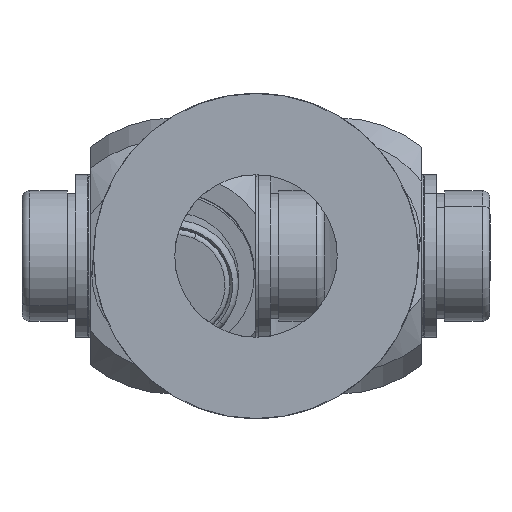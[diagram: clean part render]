
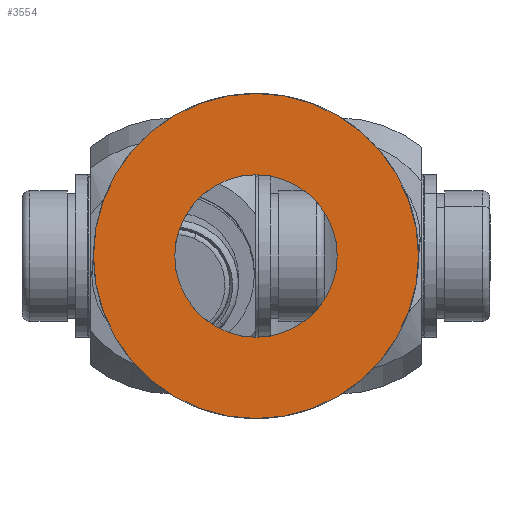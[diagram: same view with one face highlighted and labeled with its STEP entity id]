
A CAD part, left-side view. The second image highlights one B-rep face of the part: STEP entity #3554.
In plain terms, the highlighted face is planar.
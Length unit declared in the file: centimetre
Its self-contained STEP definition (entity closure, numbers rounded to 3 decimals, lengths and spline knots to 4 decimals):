
#966=PLANE('',#3771);
#1053=VERTEX_POINT('',#5210);
#1085=VERTEX_POINT('',#5465);
#1356=CIRCLE('',#3749,0.5);
#1362=CIRCLE('',#3770,1.);
#1600=EDGE_CURVE('',#1053,#1053,#1356,.T.);
#1646=EDGE_CURVE('',#1085,#1085,#1362,.T.);
#2167=ORIENTED_EDGE('',*,*,#1600,.T.);
#2168=ORIENTED_EDGE('',*,*,#1646,.F.);
#3049=EDGE_LOOP('',(#2167));
#3050=EDGE_LOOP('',(#2168));
#3305=FACE_BOUND('',#3049,.T.);
#3306=FACE_BOUND('',#3050,.T.);
#3554=ADVANCED_FACE('',(#3305,#3306),#966,.T.);
#3749=AXIS2_PLACEMENT_3D('',#5209,#4215,#4216);
#3770=AXIS2_PLACEMENT_3D('',#5464,#4269,#4270);
#3771=AXIS2_PLACEMENT_3D('',#5466,#4271,$);
#4215=DIRECTION('',(0.,0.,-1.));
#4216=DIRECTION('',(0.5,0.,0.));
#4269=DIRECTION('',(0.,0.,-1.));
#4270=DIRECTION('',(1.,0.,0.));
#4271=DIRECTION('',(0.,0.,1.));
#5209=CARTESIAN_POINT('',(0.,0.,3.1));
#5210=CARTESIAN_POINT('',(-0.5,0.,3.1));
#5464=CARTESIAN_POINT('',(0.,0.,3.1));
#5465=CARTESIAN_POINT('',(1.,0.,3.1));
#5466=CARTESIAN_POINT('',(0.,0.,3.1));
